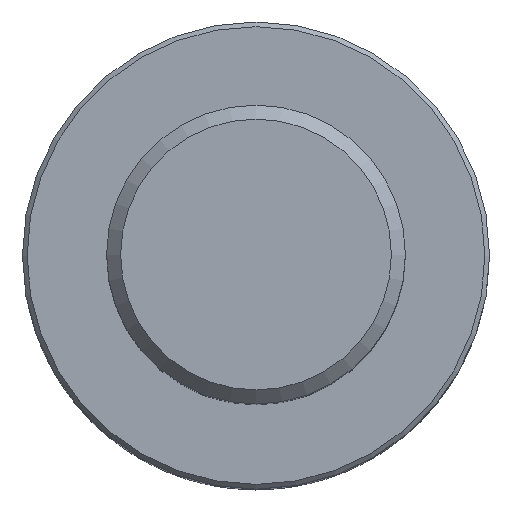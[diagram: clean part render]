
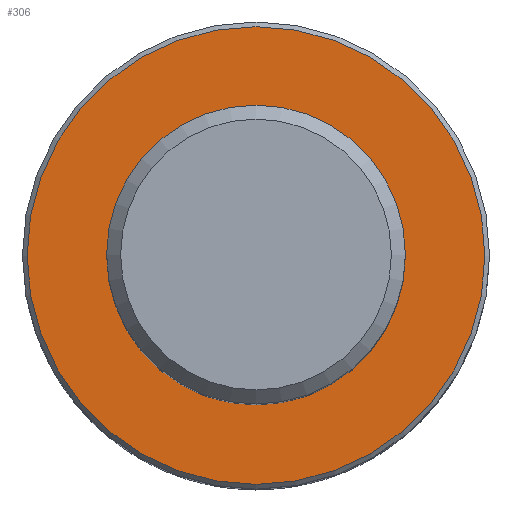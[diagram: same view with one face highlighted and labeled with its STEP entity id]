
A CAD part, top view. The second image highlights one B-rep face of the part: STEP entity #306.
In plain terms, the highlighted planar face has unit normal (0, 0, 1).
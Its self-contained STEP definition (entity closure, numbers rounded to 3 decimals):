
#239=FACE_BOUND('',#373,.T.);
#240=FACE_BOUND('',#374,.T.);
#306=ADVANCED_FACE('',(#239,#240),#336,.T.);
#336=PLANE('',#1063);
#373=EDGE_LOOP('',(#453));
#374=EDGE_LOOP('',(#454));
#453=ORIENTED_EDGE('',*,*,#576,.F.);
#454=ORIENTED_EDGE('',*,*,#577,.T.);
#532=VERTEX_POINT('',#1490);
#533=VERTEX_POINT('',#1492);
#576=EDGE_CURVE('',#532,#532,#616,.T.);
#577=EDGE_CURVE('',#533,#533,#617,.T.);
#616=CIRCLE('',#1061,15.996);
#617=CIRCLE('',#1062,24.5);
#1061=AXIS2_PLACEMENT_3D('',#1489,#1258,#1259);
#1062=AXIS2_PLACEMENT_3D('',#1491,#1260,#1261);
#1063=AXIS2_PLACEMENT_3D('',#1493,#1262,#1263);
#1258=DIRECTION('',(0.,0.,1.));
#1259=DIRECTION('',(1.,0.,0.));
#1260=DIRECTION('',(0.,0.,1.));
#1261=DIRECTION('',(0.866,0.5,0.));
#1262=DIRECTION('',(0.,0.,1.));
#1263=DIRECTION('',(0.866,0.5,0.));
#1489=CARTESIAN_POINT('',(0.,0.,0.));
#1490=CARTESIAN_POINT('',(15.996,0.,0.));
#1491=CARTESIAN_POINT('',(0.,0.,0.));
#1492=CARTESIAN_POINT('',(21.218,12.25,0.));
#1493=CARTESIAN_POINT('',(0.,0.,0.));
